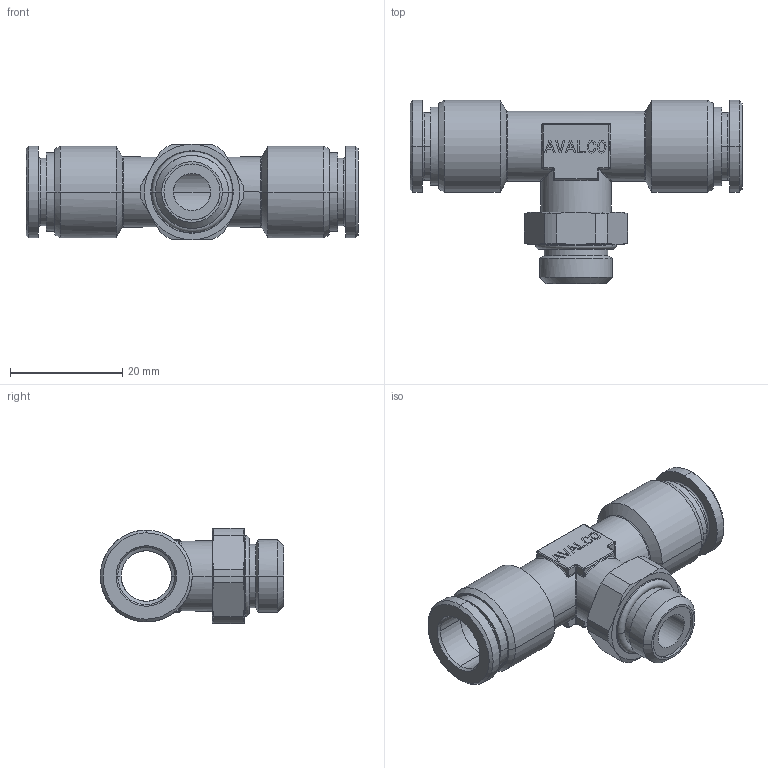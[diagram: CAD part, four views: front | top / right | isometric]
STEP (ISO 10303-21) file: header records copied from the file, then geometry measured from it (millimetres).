
FILE_DESCRIPTION(('CATIA V5 STEP Exchange'),'2;1');
FILE_NAME('PR417B-10G14.stp','2018-04-14T14:33:11+00:00',('none'),('none'),'CATIA Version 5 Release 21 GA (IN-10)','CATIA V5 STEP AP203','none');
FILE_SCHEMA(('CONFIG_CONTROL_DESIGN'));
Length unit declared in the file: millimetre
Products named in the file (1): PR417B-10G14
Bounding box: 59.2 x 32.7 x 17 mm (x, y, z)
Volume: 7661.5 mm3; surface area: 7489.7 mm2
Topology: 2 solids, 2 shells, 504 faces, 1236 edges, 766 vertices
Faces by surface type: plane 272, cylinder 96, cone 52, torus 42, bspline 22, sphere 20
Entity records: 16216 total; most frequent: CARTESIAN_POINT 5052, ORIENTED_EDGE 2472, DIRECTION 1918, EDGE_CURVE 1236, VECTOR 803, LINE 803, VERTEX_POINT 766, AXIS2_PLACEMENT_3D 676
